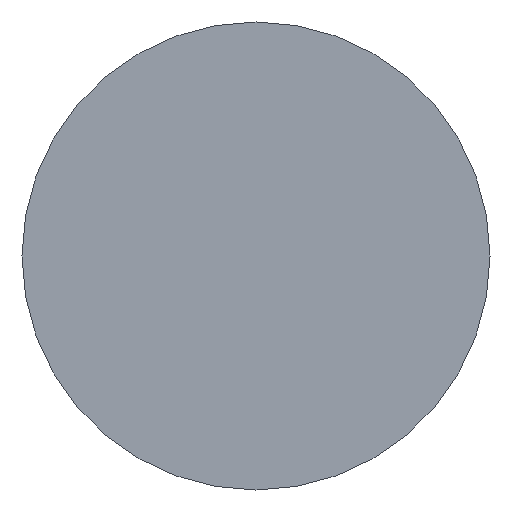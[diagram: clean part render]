
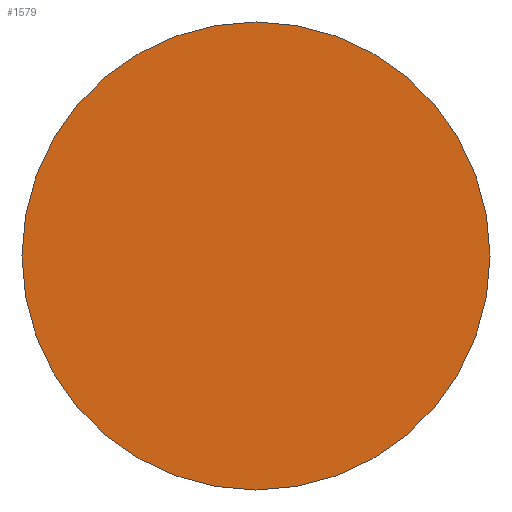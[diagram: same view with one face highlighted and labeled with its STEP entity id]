
A CAD part, front view. The second image highlights one B-rep face of the part: STEP entity #1579.
In plain terms, the highlighted planar face has unit normal (0, -1, 0).
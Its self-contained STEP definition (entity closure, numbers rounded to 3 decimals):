
#158 = EDGE_CURVE ( 'NONE', #494, #1270, #1249, .T. ) ;
#163 = ORIENTED_EDGE ( 'NONE', *, *, #158, .T. ) ;
#231 = AXIS2_PLACEMENT_3D ( 'NONE', #1499, #702, #928 ) ;
#426 = CIRCLE ( 'NONE', #231, 30. ) ;
#494 = VERTEX_POINT ( 'NONE', #1581 ) ;
#511 = ORIENTED_EDGE ( 'NONE', *, *, #670, .T. ) ;
#550 = DIRECTION ( 'NONE',  ( 0., 1., 0. ) ) ;
#574 = EDGE_LOOP ( 'NONE', ( #163, #511 ) ) ;
#666 = FACE_OUTER_BOUND ( 'NONE', #574, .T. ) ;
#670 = EDGE_CURVE ( 'NONE', #1270, #494, #426, .T. ) ;
#702 = DIRECTION ( 'NONE',  ( 0., -1., 0. ) ) ;
#812 = CARTESIAN_POINT ( 'NONE',  ( 0., 0., 0. ) ) ;
#898 = DIRECTION ( 'NONE',  ( 0., -1., 0. ) ) ;
#928 = DIRECTION ( 'NONE',  ( 1., 0., 0. ) ) ;
#937 = AXIS2_PLACEMENT_3D ( 'NONE', #1315, #898, #1147 ) ;
#1147 = DIRECTION ( 'NONE',  ( 1., 0., 0. ) ) ;
#1218 = PLANE ( 'NONE',  #1480 ) ;
#1249 = CIRCLE ( 'NONE', #937, 30. ) ;
#1270 = VERTEX_POINT ( 'NONE', #1603 ) ;
#1315 = CARTESIAN_POINT ( 'NONE',  ( 0., 0., 0. ) ) ;
#1335 = DIRECTION ( 'NONE',  ( -1., 0., 0. ) ) ;
#1480 = AXIS2_PLACEMENT_3D ( 'NONE', #812, #550, #1335 ) ;
#1499 = CARTESIAN_POINT ( 'NONE',  ( 0., 0., 0. ) ) ;
#1579 = ADVANCED_FACE ( 'NONE', ( #666 ), #1218, .F. ) ;
#1581 = CARTESIAN_POINT ( 'NONE',  ( 30., 0., 0. ) ) ;
#1603 = CARTESIAN_POINT ( 'NONE',  ( -30., 0., 0. ) ) ;
